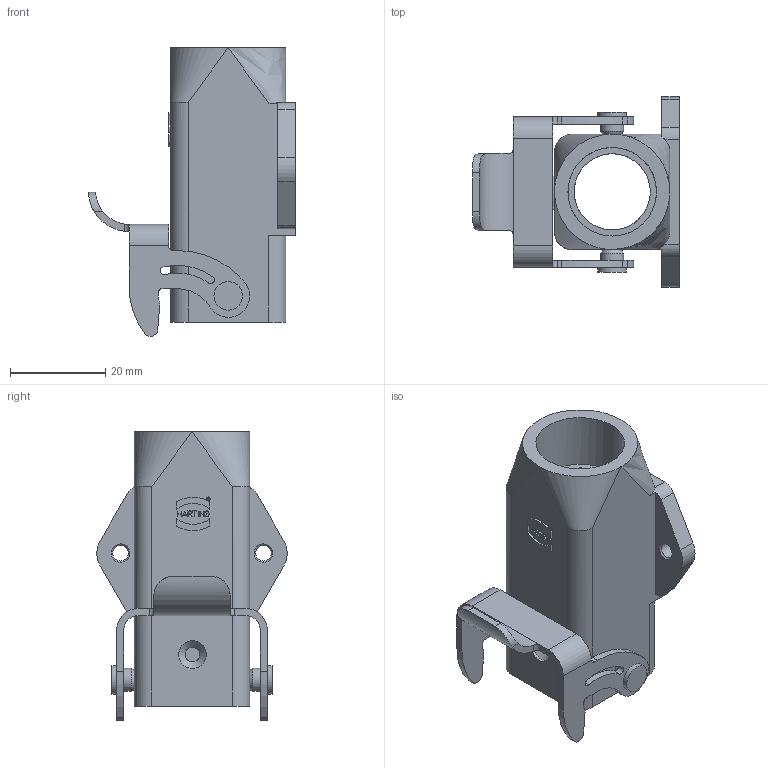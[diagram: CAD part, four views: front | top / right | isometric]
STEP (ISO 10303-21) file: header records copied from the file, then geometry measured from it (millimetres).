
FILE_DESCRIPTION(/* description */ (''),/* implementation_level */ '2;1');
FILE_NAME(/* name */ '100186685ugm000_b.stp',/* time_stamp */ '2020-03-10T12:30:39+01:00',/* author */ (''),/* organization */ (''),/* preprocessor_version */ 'ST-DEVELOPER v16.7',/* originating_system */ 'SIEMENS PLM Software NX 12.0',/* authorisation */ '');
FILE_SCHEMA (('AUTOMOTIVE_DESIGN { 1 0 10303 214 3 1 1 1 }'));
Length unit declared in the file: millimetre
Products named in the file (1): 100186685ugm000_b
Bounding box: 43.39 x 40 x 60.6 mm (x, y, z)
Volume: 12788 mm3; surface area: 13807.9 mm2
Topology: 1 solids, 1 shells, 245 faces, 654 edges, 436 vertices
Faces by surface type: plane 158, cylinder 76, bspline 6, cone 5
Full cylindrical faces by diameter (mm): 0.665 x1, 0.735 x1, 3.05 x1, 3.3 x2, 4.8 x2, 5 x2, 5.8 x1, 6 x2, 16 x1, 18.6 x1
Entity records: 8744 total; most frequent: CARTESIAN_POINT 1620, ORIENTED_EDGE 1258, DIRECTION 1222, EDGE_CURVE 629, LINE 442, VECTOR 442, VERTEX_POINT 429, AXIS2_PLACEMENT_3D 390
